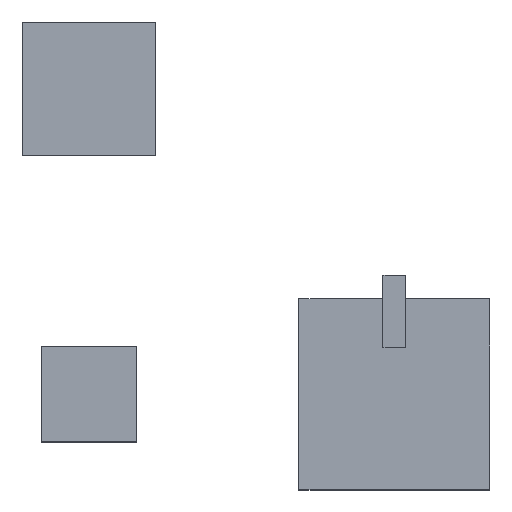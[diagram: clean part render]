
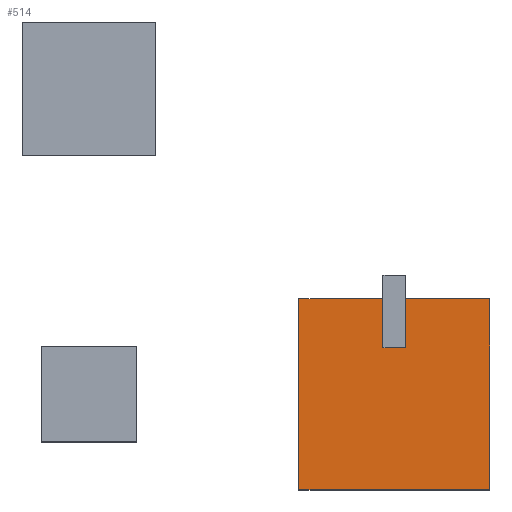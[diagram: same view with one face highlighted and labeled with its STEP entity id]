
A CAD part, top view. The second image highlights one B-rep face of the part: STEP entity #514.
In plain terms, the highlighted planar face has unit normal (0, 0, 1).
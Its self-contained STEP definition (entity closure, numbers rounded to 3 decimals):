
#506=AXIS2_PLACEMENT_3D('Plane Axis2P3D',#503,#504,#505) ;
#378=CARTESIAN_POINT('Vertex',(-250.,250.,500.)) ;
#392=CARTESIAN_POINT('Vertex',(-250.,-250.,500.)) ;
#395=CARTESIAN_POINT('Line Origine',(-250.,0.,500.)) ;
#423=CARTESIAN_POINT('Vertex',(250.,-250.,500.)) ;
#426=CARTESIAN_POINT('Line Origine',(0.,-250.,500.)) ;
#454=CARTESIAN_POINT('Vertex',(250.,250.,500.)) ;
#457=CARTESIAN_POINT('Line Origine',(250.,0.,500.)) ;
#479=CARTESIAN_POINT('Line Origine',(0.,250.,500.)) ;
#503=CARTESIAN_POINT('Axis2P3D Location',(0.,0.,500.)) ;
#396=DIRECTION('Vector Direction',(0.,-1.,0.)) ;
#427=DIRECTION('Vector Direction',(-1.,0.,0.)) ;
#458=DIRECTION('Vector Direction',(0.,1.,0.)) ;
#480=DIRECTION('Vector Direction',(1.,0.,0.)) ;
#504=DIRECTION('Axis2P3D Direction',(0.,0.,1.)) ;
#505=DIRECTION('Axis2P3D XDirection',(1.,0.,0.)) ;
#397=VECTOR('Line Direction',#396,1.) ;
#428=VECTOR('Line Direction',#427,1.) ;
#459=VECTOR('Line Direction',#458,1.) ;
#481=VECTOR('Line Direction',#480,1.) ;
#509=ORIENTED_EDGE('',*,*,#399,.T.) ;
#510=ORIENTED_EDGE('',*,*,#430,.T.) ;
#511=ORIENTED_EDGE('',*,*,#461,.T.) ;
#512=ORIENTED_EDGE('',*,*,#483,.T.) ;
#514=ADVANCED_FACE('PartBody',(#513),#507,.T.) ;
#399=EDGE_CURVE('',#379,#393,#398,.T.) ;
#430=EDGE_CURVE('',#393,#424,#429,.F.) ;
#461=EDGE_CURVE('',#424,#455,#460,.T.) ;
#483=EDGE_CURVE('',#455,#379,#482,.F.) ;
#508=EDGE_LOOP('',(#509,#510,#511,#512)) ;
#513=FACE_OUTER_BOUND('',#508,.T.) ;
#398=LINE('Line',#395,#397) ;
#429=LINE('Line',#426,#428) ;
#460=LINE('Line',#457,#459) ;
#482=LINE('Line',#479,#481) ;
#507=PLANE('',#506) ;
#379=VERTEX_POINT('',#378) ;
#393=VERTEX_POINT('',#392) ;
#424=VERTEX_POINT('',#423) ;
#455=VERTEX_POINT('',#454) ;
